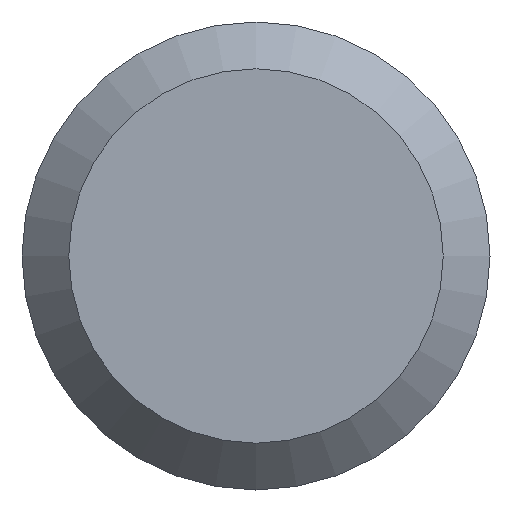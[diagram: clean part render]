
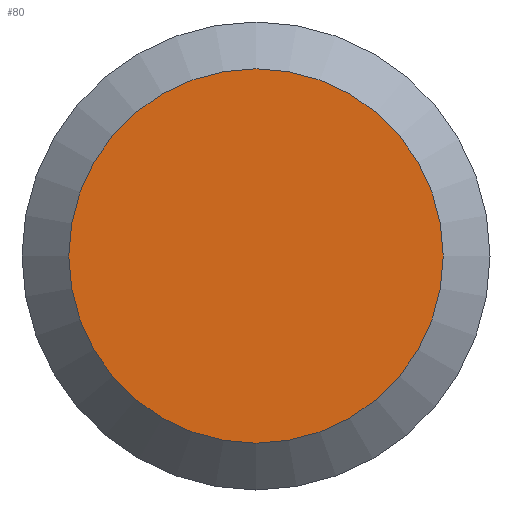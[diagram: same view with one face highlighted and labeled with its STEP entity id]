
A CAD part, left-side view. The second image highlights one B-rep face of the part: STEP entity #80.
In plain terms, the highlighted planar face has unit normal (-1, 0, 0).
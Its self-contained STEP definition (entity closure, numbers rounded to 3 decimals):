
#28 = CIRCLE ( 'NONE', #181, 3.6 ) ;
#29 = ORIENTED_EDGE ( 'NONE', *, *, #164, .T. ) ;
#55 = EDGE_LOOP ( 'NONE', ( #29 ) ) ;
#64 = DIRECTION ( 'NONE',  ( 0., 0., -1. ) ) ;
#65 = DIRECTION ( 'NONE',  ( 1., 0., 0. ) ) ;
#80 = ADVANCED_FACE ( 'NONE', ( #107 ), #101, .F. ) ;
#84 = AXIS2_PLACEMENT_3D ( 'NONE', #119, #65, #64 ) ;
#101 = PLANE ( 'NONE',  #84 ) ;
#107 = FACE_OUTER_BOUND ( 'NONE', #55, .T. ) ;
#112 = DIRECTION ( 'NONE',  ( 0., 0., -1. ) ) ;
#119 = CARTESIAN_POINT ( 'NONE',  ( 0., 4.5, 0. ) ) ;
#164 = EDGE_CURVE ( 'NONE', #195, #195, #28, .T. ) ;
#165 = DIRECTION ( 'NONE',  ( -1., 0., 0. ) ) ;
#170 = CARTESIAN_POINT ( 'NONE',  ( 0., 0., 0. ) ) ;
#181 = AXIS2_PLACEMENT_3D ( 'NONE', #170, #165, #112 ) ;
#189 = CARTESIAN_POINT ( 'NONE',  ( 0., 0., -3.6 ) ) ;
#195 = VERTEX_POINT ( 'NONE', #189 ) ;
